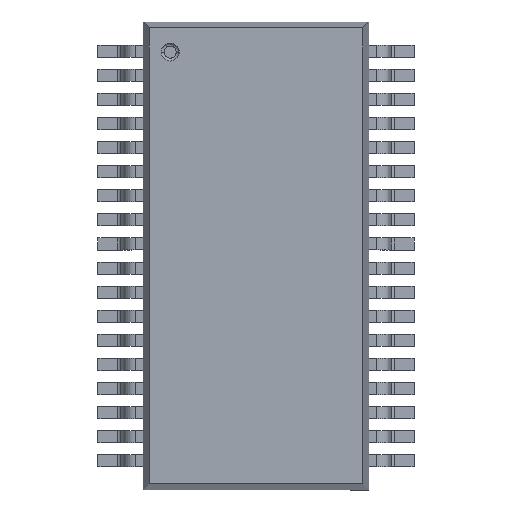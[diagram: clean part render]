
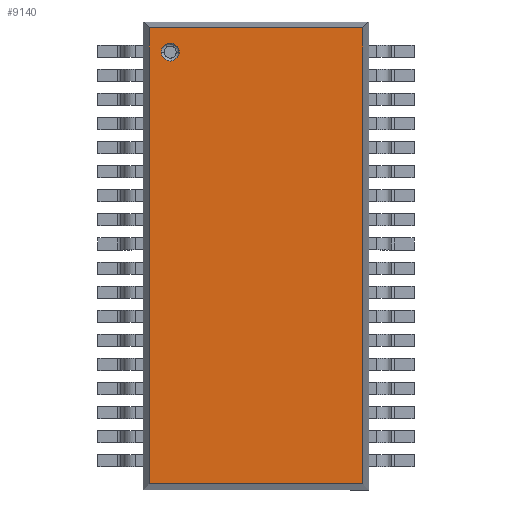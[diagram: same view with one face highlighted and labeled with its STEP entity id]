
A CAD part, top view. The second image highlights one B-rep face of the part: STEP entity #9140.
In plain terms, the highlighted planar face has unit normal (0, 0, 1).
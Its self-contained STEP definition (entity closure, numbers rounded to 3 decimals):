
#241 = CARTESIAN_POINT ( 'NONE',  ( 3.55, 7.57, 2.64 ) ) ;
#375 = PLANE ( 'NONE',  #8410 ) ;
#614 = VERTEX_POINT ( 'NONE', #3448 ) ;
#648 = CARTESIAN_POINT ( 'NONE',  ( -3.55, 7.57, 2.64 ) ) ;
#1834 = DIRECTION ( 'NONE',  ( 0., -1., 0. ) ) ;
#2083 = CIRCLE ( 'NONE', #23892, 0.3 ) ;
#2210 = CARTESIAN_POINT ( 'NONE',  ( -3.75, -7.77, 2.64 ) ) ;
#2612 = EDGE_CURVE ( 'NONE', #9985, #14164, #12331, .T. ) ;
#3063 = CARTESIAN_POINT ( 'NONE',  ( -3.55, 7.57, 2.64 ) ) ;
#3126 = ORIENTED_EDGE ( 'NONE', *, *, #12701, .T. ) ;
#3448 = CARTESIAN_POINT ( 'NONE',  ( 3.55, -7.57, 2.64 ) ) ;
#5002 = VECTOR ( 'NONE', #6856, 1000. ) ;
#5864 = DIRECTION ( 'NONE',  ( 0., 0., 1. ) ) ;
#6856 = DIRECTION ( 'NONE',  ( 1., 0., 0. ) ) ;
#7046 = CARTESIAN_POINT ( 'NONE',  ( -2.85, 6.77, 2.64 ) ) ;
#7353 = CARTESIAN_POINT ( 'NONE',  ( -2.55, 6.77, 2.64 ) ) ;
#7423 = AXIS2_PLACEMENT_3D ( 'NONE', #10555, #19747, #21770 ) ;
#7984 = DIRECTION ( 'NONE',  ( 0., 1., 0. ) ) ;
#8304 = ORIENTED_EDGE ( 'NONE', *, *, #11068, .T. ) ;
#8410 = AXIS2_PLACEMENT_3D ( 'NONE', #2210, #5864, #19068 ) ;
#9082 = DIRECTION ( 'NONE',  ( 0., 0., -1. ) ) ;
#9084 = ORIENTED_EDGE ( 'NONE', *, *, #12128, .F. ) ;
#9140 = ADVANCED_FACE ( 'NONE', ( #22563, #16830 ), #375, .T. ) ;
#9797 = LINE ( 'NONE', #17248, #12211 ) ;
#9955 = ORIENTED_EDGE ( 'NONE', *, *, #2612, .F. ) ;
#9985 = VERTEX_POINT ( 'NONE', #648 ) ;
#10149 = CARTESIAN_POINT ( 'NONE',  ( 3.55, 7.57, 2.64 ) ) ;
#10555 = CARTESIAN_POINT ( 'NONE',  ( -2.85, 6.77, 2.64 ) ) ;
#11068 = EDGE_CURVE ( 'NONE', #13247, #13645, #2083, .T. ) ;
#12071 = VECTOR ( 'NONE', #19604, 1000. ) ;
#12128 = EDGE_CURVE ( 'NONE', #20021, #9985, #9797, .T. ) ;
#12211 = VECTOR ( 'NONE', #7984, 1000. ) ;
#12331 = LINE ( 'NONE', #3063, #5002 ) ;
#12333 = LINE ( 'NONE', #241, #22240 ) ;
#12701 = EDGE_CURVE ( 'NONE', #13645, #13247, #13265, .T. ) ;
#12743 = DIRECTION ( 'NONE',  ( -1., 0., 0. ) ) ;
#13247 = VERTEX_POINT ( 'NONE', #7353 ) ;
#13265 = CIRCLE ( 'NONE', #7423, 0.3 ) ;
#13645 = VERTEX_POINT ( 'NONE', #15170 ) ;
#14164 = VERTEX_POINT ( 'NONE', #10149 ) ;
#14440 = ORIENTED_EDGE ( 'NONE', *, *, #22524, .F. ) ;
#15170 = CARTESIAN_POINT ( 'NONE',  ( -3.15, 6.77, 2.64 ) ) ;
#15179 = LINE ( 'NONE', #22623, #12071 ) ;
#15627 = ORIENTED_EDGE ( 'NONE', *, *, #16774, .F. ) ;
#16774 = EDGE_CURVE ( 'NONE', #14164, #614, #12333, .T. ) ;
#16830 = FACE_BOUND ( 'NONE', #21444, .T. ) ;
#17248 = CARTESIAN_POINT ( 'NONE',  ( -3.55, -7.77, 2.64 ) ) ;
#19068 = DIRECTION ( 'NONE',  ( 1., 0., 0. ) ) ;
#19604 = DIRECTION ( 'NONE',  ( -1., 0., 0. ) ) ;
#19747 = DIRECTION ( 'NONE',  ( 0., 0., -1. ) ) ;
#19933 = CARTESIAN_POINT ( 'NONE',  ( -3.55, -7.57, 2.64 ) ) ;
#20021 = VERTEX_POINT ( 'NONE', #19933 ) ;
#21444 = EDGE_LOOP ( 'NONE', ( #8304, #3126 ) ) ;
#21770 = DIRECTION ( 'NONE',  ( -1., 0., 0. ) ) ;
#22240 = VECTOR ( 'NONE', #1834, 1000. ) ;
#22524 = EDGE_CURVE ( 'NONE', #614, #20021, #15179, .T. ) ;
#22563 = FACE_OUTER_BOUND ( 'NONE', #22605, .T. ) ;
#22605 = EDGE_LOOP ( 'NONE', ( #14440, #15627, #9955, #9084 ) ) ;
#22623 = CARTESIAN_POINT ( 'NONE',  ( 3.75, -7.57, 2.64 ) ) ;
#23892 = AXIS2_PLACEMENT_3D ( 'NONE', #7046, #9082, #12743 ) ;
